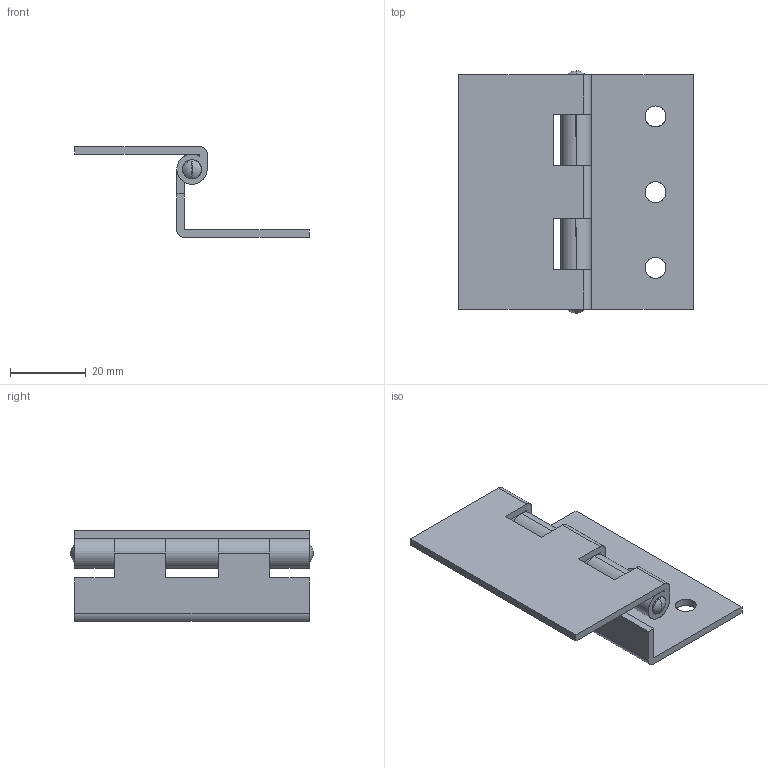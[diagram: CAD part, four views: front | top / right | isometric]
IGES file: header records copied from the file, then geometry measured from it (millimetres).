
Start section: SolidWorks IGES file using analytic representation for surfaces
Global section: file name: B-1567.IGS,15; native system: HSolidWorks 2007; preprocessor: SolidWorks 2007; author: 8sw; date: 081110.114127; units: millimetre
Bounding box: 62 x 64 x 24 mm (x, y, z)
Surface area: 13719.6 mm2 (no closed solid volume)
Topology: 0 solids, 0 shells, 74 faces, 1290 edges, 1287 vertices
Faces by surface type: revolution 41, bspline 33
